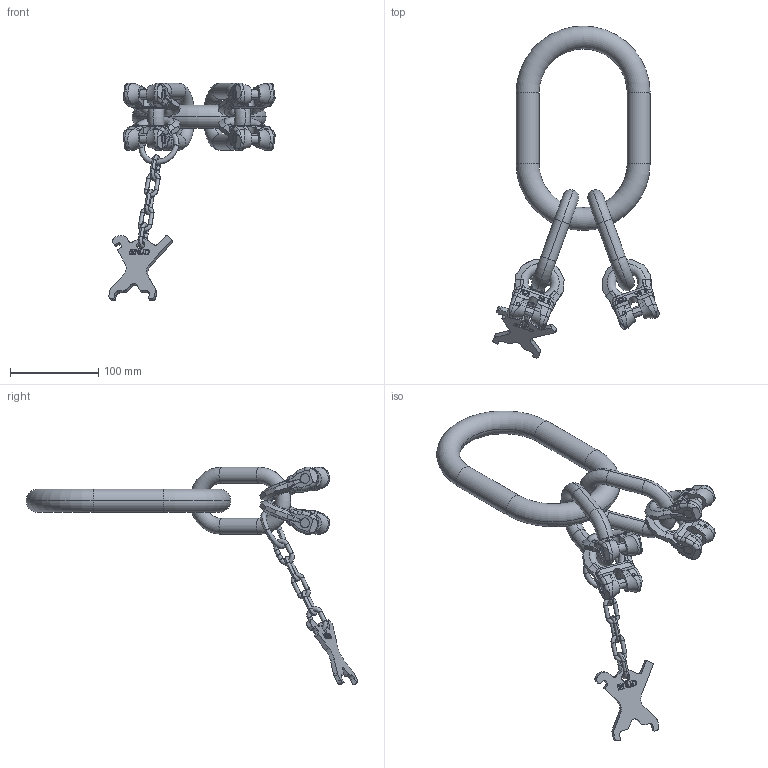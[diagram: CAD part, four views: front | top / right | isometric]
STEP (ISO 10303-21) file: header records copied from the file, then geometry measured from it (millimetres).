
FILE_DESCRIPTION((''),'2;1');
FILE_NAME('001-M34554-P-2_ASM','2014-01-09T',('Andreas.Wendler'),(''),'PRO/ENGINEER BY PARAMETRIC TECHNOLOGY CORPORATION, 2010140','PRO/ENGINEER BY PARAMETRIC TECHNOLOGY CORPORATION, 2010140','');
FILE_SCHEMA(('CONFIG_CONTROL_DESIGN'));
Length unit declared in the file: millimetre
Products named in the file (9): 001-M34554-P-2; 001-M34546-P-2; 001-M34512-P-9; 001-M31128-V01; 001-M31129-P-3; 001-M33743-001; 001-M31130-003_ASM; 001-M32730-P-1; 001-M34554-P-2_ASM
Assembly tree (15 placements, depth 3):
  001-M34554-P-2_ASM
    001-M34554-P-2
    001-M34546-P-2  x2
    001-M34512-P-9  x4
    001-M31128-V01
    001-M31129-P-3  x2
    001-M31130-003_ASM
      001-M33743-001  x3
    001-M32730-P-1
Bounding box: 188.46 x 376.19 x 246.75 mm (x, y, z)
Volume: 617432.8 mm3; surface area: 132444.9 mm2
Topology: 14 solids, 14 shells, 2034 faces, 5641 edges, 3710 vertices
Faces by surface type: plane 1664, cylinder 262, torus 68, bspline 32, cone 8
Entity records: 32088 total; most frequent: CARTESIAN_POINT 6271, ORIENTED_EDGE 5526, DIRECTION 4970, EDGE_CURVE 2763, VECTOR 2424, LINE 2424, VERTEX_POINT 1823, AXIS2_PLACEMENT_3D 1273
